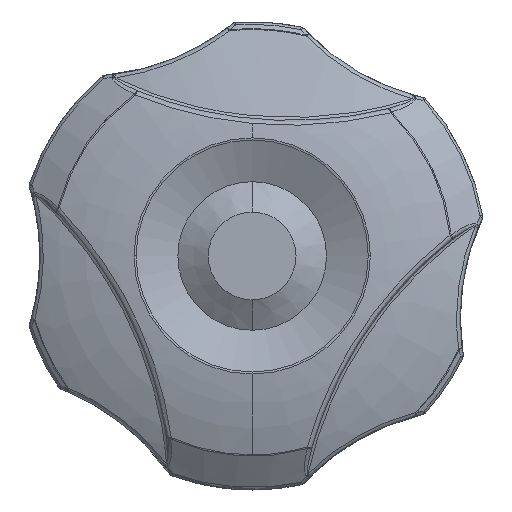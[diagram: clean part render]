
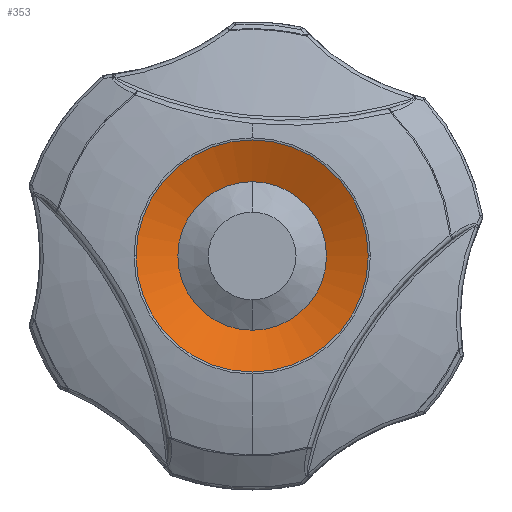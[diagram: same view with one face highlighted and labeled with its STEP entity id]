
A CAD part, left-side view. The second image highlights one B-rep face of the part: STEP entity #353.
In plain terms, the highlighted free-form (B-spline) face has degree [3, 3] with [4, 4] control points.
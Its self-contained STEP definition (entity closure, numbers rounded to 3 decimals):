
#353=ADVANCED_FACE('NONE',(#899,#900),#901,.F.);
#899=FACE_OUTER_BOUND('',#2127,.T.);
#900=FACE_BOUND('',#2128,.T.);
#901=(B_SPLINE_SURFACE(3,3,((#2130,#2131,#2132,#2133),(#2134,#2135,#2136,#2137),(#2138,#2139,#2140,#2141),(#2142,#2143,#2144,#2145)),.UNSPECIFIED.,.F.,.F.,.F.)B_SPLINE_SURFACE_WITH_KNOTS((4,4),(4,4),(0.01,0.992),(0.006,0.992),.UNSPECIFIED.)RATIONAL_B_SPLINE_SURFACE(((0.996,0.919,0.919,0.996),(0.92,0.848,0.848,0.919),(0.92,0.849,0.848,0.919),(0.997,0.92,0.92,0.996)))BOUNDED_SURFACE()REPRESENTATION_ITEM('')GEOMETRIC_REPRESENTATION_ITEM()SURFACE());
#2127=EDGE_LOOP('',(#6162,#6163));
#2128=EDGE_LOOP('',(#6164,#6165));
#2130=CARTESIAN_POINT('',(-23.742,-8.777,9.927));
#2131=CARTESIAN_POINT('',(-20.78,-3.171,9.927));
#2132=CARTESIAN_POINT('',(-20.779,3.17,9.927));
#2133=CARTESIAN_POINT('',(-23.742,8.777,9.927));
#2134=CARTESIAN_POINT('',(-20.779,-10.343,3.585));
#2135=CARTESIAN_POINT('',(-17.289,-3.737,3.585));
#2136=CARTESIAN_POINT('',(-17.288,3.735,3.585));
#2137=CARTESIAN_POINT('',(-20.779,10.343,3.585));
#2138=CARTESIAN_POINT('',(-20.78,-10.342,-3.587));
#2139=CARTESIAN_POINT('',(-17.289,-3.737,-3.587));
#2140=CARTESIAN_POINT('',(-17.289,3.735,-3.587));
#2141=CARTESIAN_POINT('',(-20.78,10.342,-3.587));
#2142=CARTESIAN_POINT('',(-23.742,-8.777,-9.927));
#2143=CARTESIAN_POINT('',(-20.78,-3.171,-9.927));
#2144=CARTESIAN_POINT('',(-20.779,3.17,-9.927));
#2145=CARTESIAN_POINT('',(-23.742,8.777,-9.927));
#6162=ORIENTED_EDGE('',*,*,#7711,.F.);
#6163=ORIENTED_EDGE('',*,*,#7616,.F.);
#6164=ORIENTED_EDGE('',*,*,#7696,.F.);
#6165=ORIENTED_EDGE('',*,*,#7709,.F.);
#7616=EDGE_CURVE('NONE',#8497,#8499,#8500,.T.);
#7696=EDGE_CURVE('NONE',#8622,#8623,#8624,.T.);
#7709=EDGE_CURVE('NONE',#8623,#8622,#8641,.T.);
#7711=EDGE_CURVE('NONE',#8499,#8497,#8643,.T.);
#8497=VERTEX_POINT('NONE',#9967);
#8499=VERTEX_POINT('NONE',#9969);
#8500=CIRCLE('',#9970,9.918);
#8622=VERTEX_POINT('NONE',#10318);
#8623=VERTEX_POINT('NONE',#10319);
#8624=CIRCLE('',#10320,6.35);
#8641=CIRCLE('',#10341,6.35);
#8643=CIRCLE('',#10343,9.918);
#9967=CARTESIAN_POINT('',(-21.561,9.918,0.));
#9969=CARTESIAN_POINT('',(-21.561,-9.918,0.));
#9970=AXIS2_PLACEMENT_3D('',#13265,#13266,#13267);
#10318=CARTESIAN_POINT('',(-20.075,0.0,6.35));
#10319=CARTESIAN_POINT('',(-20.075,0.,-6.35));
#10320=AXIS2_PLACEMENT_3D('',#13385,#13386,#13387);
#10341=AXIS2_PLACEMENT_3D('',#13404,#13405,#13406);
#10343=AXIS2_PLACEMENT_3D('',#13407,#13408,#13409);
#13265=CARTESIAN_POINT('',(-21.561,0.,0.));
#13266=DIRECTION('',(1.0,0.0,0.));
#13267=DIRECTION('',(0.0,-1.0,0.0));
#13385=CARTESIAN_POINT('',(-20.075,0.0,0.0));
#13386=DIRECTION('',(-1.0,0.0,0.0));
#13387=DIRECTION('',(0.0,0.0,1.0));
#13404=CARTESIAN_POINT('',(-20.075,0.0,0.0));
#13405=DIRECTION('',(-1.0,0.0,0.0));
#13406=DIRECTION('',(0.0,0.0,1.0));
#13407=CARTESIAN_POINT('',(-21.561,0.,0.));
#13408=DIRECTION('',(1.0,0.0,0.));
#13409=DIRECTION('',(0.0,-1.0,0.0));
